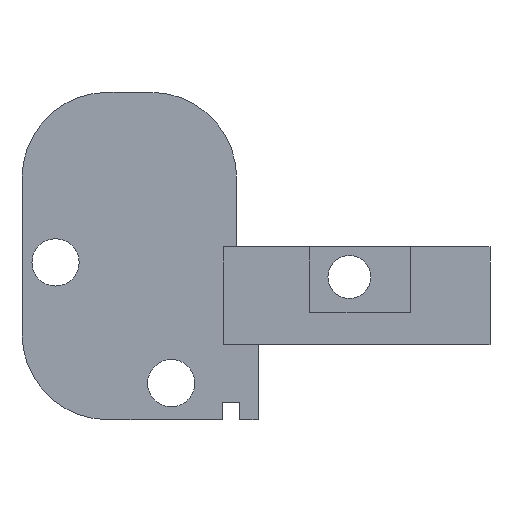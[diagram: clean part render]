
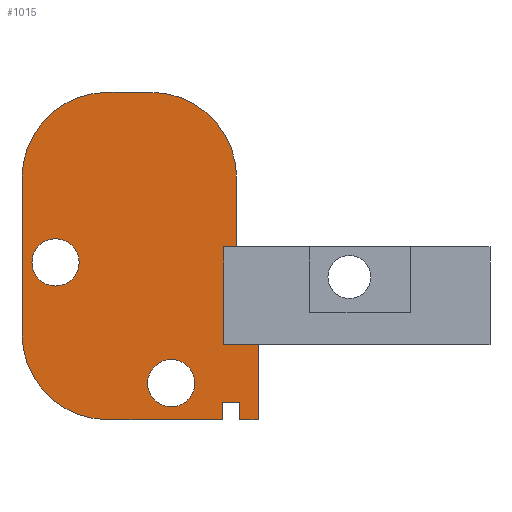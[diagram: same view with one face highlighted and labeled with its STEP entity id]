
A CAD part, front view. The second image highlights one B-rep face of the part: STEP entity #1015.
In plain terms, the highlighted planar face has unit normal (0, -1, 0).
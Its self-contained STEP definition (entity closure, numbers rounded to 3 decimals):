
#33=FACE_BOUND('',#146,.T.);
#34=FACE_BOUND('',#147,.T.);
#48=CIRCLE('',#1083,4.);
#50=CIRCLE('',#1087,4.);
#51=CIRCLE('',#1088,4.);
#52=CIRCLE('',#1089,1.1);
#53=CIRCLE('',#1090,1.1);
#90=FACE_OUTER_BOUND('',#145,.T.);
#145=EDGE_LOOP('',(#714,#715,#716,#717,#718,#719,#720,#721,#722,#723,#724,
#725,#726,#727,#728));
#146=EDGE_LOOP('',(#729));
#147=EDGE_LOOP('',(#730));
#224=LINE('',#1504,#337);
#227=LINE('',#1510,#340);
#228=LINE('',#1512,#341);
#229=LINE('',#1514,#342);
#230=LINE('',#1516,#343);
#231=LINE('',#1518,#344);
#232=LINE('',#1520,#345);
#233=LINE('',#1522,#346);
#234=LINE('',#1524,#347);
#235=LINE('',#1526,#348);
#236=LINE('',#1528,#349);
#237=LINE('',#1532,#350);
#337=VECTOR('',#1208,10.);
#340=VECTOR('',#1213,10.);
#341=VECTOR('',#1214,10.);
#342=VECTOR('',#1215,10.);
#343=VECTOR('',#1216,10.);
#344=VECTOR('',#1217,10.);
#345=VECTOR('',#1218,10.);
#346=VECTOR('',#1219,10.);
#347=VECTOR('',#1220,10.);
#348=VECTOR('',#1221,10.);
#349=VECTOR('',#1222,10.);
#350=VECTOR('',#1225,10.);
#443=VERTEX_POINT('',#1494);
#444=VERTEX_POINT('',#1495);
#447=VERTEX_POINT('',#1503);
#449=VERTEX_POINT('',#1509);
#450=VERTEX_POINT('',#1511);
#451=VERTEX_POINT('',#1513);
#452=VERTEX_POINT('',#1515);
#453=VERTEX_POINT('',#1517);
#454=VERTEX_POINT('',#1519);
#455=VERTEX_POINT('',#1521);
#456=VERTEX_POINT('',#1523);
#457=VERTEX_POINT('',#1525);
#458=VERTEX_POINT('',#1527);
#459=VERTEX_POINT('',#1529);
#460=VERTEX_POINT('',#1531);
#461=VERTEX_POINT('',#1534);
#462=VERTEX_POINT('',#1536);
#547=EDGE_CURVE('',#443,#444,#48,.T.);
#551=EDGE_CURVE('',#444,#447,#224,.T.);
#554=EDGE_CURVE('',#443,#449,#227,.T.);
#555=EDGE_CURVE('',#449,#450,#228,.T.);
#556=EDGE_CURVE('',#450,#451,#229,.T.);
#557=EDGE_CURVE('',#451,#452,#230,.T.);
#558=EDGE_CURVE('',#452,#453,#231,.T.);
#559=EDGE_CURVE('',#454,#453,#232,.T.);
#560=EDGE_CURVE('',#455,#454,#233,.T.);
#561=EDGE_CURVE('',#455,#456,#234,.T.);
#562=EDGE_CURVE('',#456,#457,#235,.T.);
#563=EDGE_CURVE('',#458,#457,#236,.T.);
#564=EDGE_CURVE('',#459,#458,#50,.T.);
#565=EDGE_CURVE('',#459,#460,#237,.T.);
#566=EDGE_CURVE('',#447,#460,#51,.T.);
#567=EDGE_CURVE('',#461,#461,#52,.T.);
#568=EDGE_CURVE('',#462,#462,#53,.T.);
#714=ORIENTED_EDGE('',*,*,#547,.F.);
#715=ORIENTED_EDGE('',*,*,#554,.T.);
#716=ORIENTED_EDGE('',*,*,#555,.T.);
#717=ORIENTED_EDGE('',*,*,#556,.T.);
#718=ORIENTED_EDGE('',*,*,#557,.T.);
#719=ORIENTED_EDGE('',*,*,#558,.T.);
#720=ORIENTED_EDGE('',*,*,#559,.F.);
#721=ORIENTED_EDGE('',*,*,#560,.F.);
#722=ORIENTED_EDGE('',*,*,#561,.T.);
#723=ORIENTED_EDGE('',*,*,#562,.T.);
#724=ORIENTED_EDGE('',*,*,#563,.F.);
#725=ORIENTED_EDGE('',*,*,#564,.F.);
#726=ORIENTED_EDGE('',*,*,#565,.T.);
#727=ORIENTED_EDGE('',*,*,#566,.F.);
#728=ORIENTED_EDGE('',*,*,#551,.F.);
#729=ORIENTED_EDGE('',*,*,#567,.T.);
#730=ORIENTED_EDGE('',*,*,#568,.T.);
#977=PLANE('',#1086);
#1015=ADVANCED_FACE('',(#90,#33,#34),#977,.T.);
#1083=AXIS2_PLACEMENT_3D('',#1496,#1200,#1201);
#1086=AXIS2_PLACEMENT_3D('',#1508,#1211,#1212);
#1087=AXIS2_PLACEMENT_3D('',#1530,#1223,#1224);
#1088=AXIS2_PLACEMENT_3D('',#1533,#1226,#1227);
#1089=AXIS2_PLACEMENT_3D('',#1535,#1228,#1229);
#1090=AXIS2_PLACEMENT_3D('',#1537,#1230,#1231);
#1200=DIRECTION('center_axis',(0.,1.,0.));
#1201=DIRECTION('ref_axis',(-0.707,0.,-0.707));
#1208=DIRECTION('',(0.,0.,1.));
#1211=DIRECTION('center_axis',(0.,-1.,0.));
#1212=DIRECTION('ref_axis',(0.,0.,1.));
#1213=DIRECTION('',(1.,0.,0.));
#1214=DIRECTION('',(0.,0.,1.));
#1215=DIRECTION('',(1.,0.,0.));
#1216=DIRECTION('',(0.,0.,-1.));
#1217=DIRECTION('',(1.,0.,0.));
#1218=DIRECTION('',(0.,0.,-1.));
#1219=DIRECTION('',(1.,0.,0.));
#1220=DIRECTION('',(0.,0.,1.));
#1221=DIRECTION('',(1.,0.,0.));
#1222=DIRECTION('',(0.,0.,-1.));
#1223=DIRECTION('center_axis',(0.,1.,0.));
#1224=DIRECTION('ref_axis',(0.707,0.,0.707));
#1225=DIRECTION('',(-1.,0.,0.));
#1226=DIRECTION('center_axis',(0.,1.,0.));
#1227=DIRECTION('ref_axis',(-0.707,0.,0.707));
#1228=DIRECTION('center_axis',(0.,1.,0.));
#1229=DIRECTION('ref_axis',(-1.,0.,0.));
#1230=DIRECTION('center_axis',(0.,1.,0.));
#1231=DIRECTION('ref_axis',(-1.,0.,0.));
#1494=CARTESIAN_POINT('',(-7.6,13.4,-3.9));
#1495=CARTESIAN_POINT('',(-11.6,13.4,0.1));
#1496=CARTESIAN_POINT('Origin',(-7.6,13.4,0.1));
#1503=CARTESIAN_POINT('',(-11.6,13.4,7.352));
#1504=CARTESIAN_POINT('',(-11.6,13.4,-2.9));
#1508=CARTESIAN_POINT('Origin',(-1.6,13.4,-2.9));
#1509=CARTESIAN_POINT('',(-2.26,13.4,-3.9));
#1510=CARTESIAN_POINT('',(-1.6,13.4,-3.9));
#1511=CARTESIAN_POINT('',(-2.26,13.4,-3.1));
#1512=CARTESIAN_POINT('',(-2.26,13.4,-3.));
#1513=CARTESIAN_POINT('',(-1.46,13.4,-3.1));
#1514=CARTESIAN_POINT('',(-1.53,13.4,-3.1));
#1515=CARTESIAN_POINT('',(-1.46,13.4,-3.9));
#1516=CARTESIAN_POINT('',(-1.46,13.4,-3.4));
#1517=CARTESIAN_POINT('',(-0.6,13.4,-3.9));
#1518=CARTESIAN_POINT('',(-1.6,13.4,-3.9));
#1519=CARTESIAN_POINT('',(-0.6,13.4,-0.4));
#1520=CARTESIAN_POINT('',(-0.6,13.4,-2.9));
#1521=CARTESIAN_POINT('',(-2.2,13.4,-0.4));
#1522=CARTESIAN_POINT('',(0.275,13.4,-0.4));
#1523=CARTESIAN_POINT('',(-2.2,13.4,4.15));
#1524=CARTESIAN_POINT('',(-2.2,13.4,-0.825));
#1525=CARTESIAN_POINT('',(-1.6,13.4,4.15));
#1526=CARTESIAN_POINT('',(-1.6,13.4,4.15));
#1527=CARTESIAN_POINT('',(-1.6,13.4,7.352));
#1528=CARTESIAN_POINT('',(-1.6,13.4,9.15));
#1529=CARTESIAN_POINT('',(-5.6,13.4,11.352));
#1530=CARTESIAN_POINT('Origin',(-5.6,13.4,7.352));
#1531=CARTESIAN_POINT('',(-7.6,13.4,11.352));
#1532=CARTESIAN_POINT('',(-8.35,13.4,11.352));
#1533=CARTESIAN_POINT('Origin',(-7.6,13.4,7.352));
#1534=CARTESIAN_POINT('',(-8.937,13.4,3.427));
#1535=CARTESIAN_POINT('Origin',(-10.037,13.4,3.427));
#1536=CARTESIAN_POINT('',(-3.55,13.4,-2.198));
#1537=CARTESIAN_POINT('Origin',(-4.65,13.4,-2.198));
